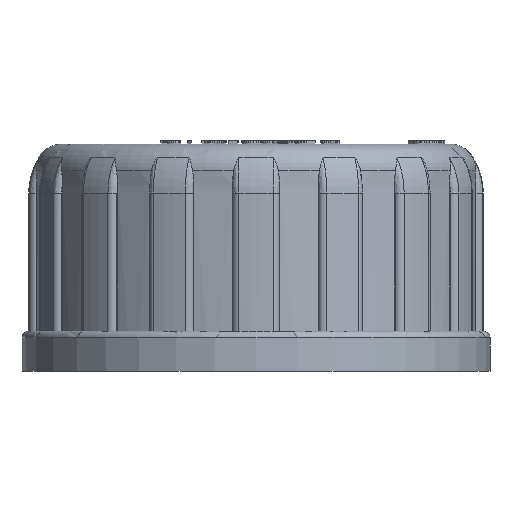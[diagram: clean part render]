
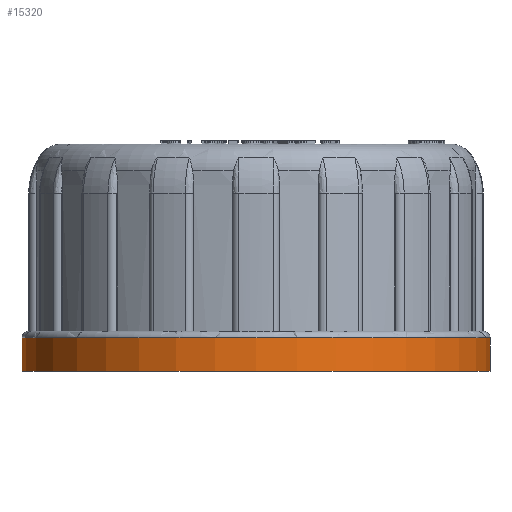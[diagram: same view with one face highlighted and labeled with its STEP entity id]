
A CAD part, front view. The second image highlights one B-rep face of the part: STEP entity #15320.
In plain terms, the highlighted cylindrical face has radius 17.5 mm (diameter 35 mm), a full revolution.
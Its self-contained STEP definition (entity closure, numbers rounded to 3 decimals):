
#832=FACE_OUTER_BOUND('',#1678,.T.);
#1678=EDGE_LOOP('',(#11373,#11374,#11375,#11376,#11377));
#2573=CIRCLE('',#16272,17.5);
#2574=CIRCLE('',#16273,17.5);
#2575=CIRCLE('',#16274,17.5);
#3385=LINE('',#24745,#5330);
#5330=VECTOR('',#17995,17.5);
#7438=VERTEX_POINT('',#24742);
#7439=VERTEX_POINT('',#24744);
#7440=VERTEX_POINT('',#24746);
#9006=EDGE_CURVE('',#7438,#7438,#2573,.T.);
#9007=EDGE_CURVE('',#7438,#7439,#3385,.T.);
#9008=EDGE_CURVE('',#7439,#7440,#2574,.T.);
#9009=EDGE_CURVE('',#7440,#7439,#2575,.T.);
#11373=ORIENTED_EDGE('',*,*,#9006,.F.);
#11374=ORIENTED_EDGE('',*,*,#9007,.T.);
#11375=ORIENTED_EDGE('',*,*,#9008,.T.);
#11376=ORIENTED_EDGE('',*,*,#9009,.T.);
#11377=ORIENTED_EDGE('',*,*,#9007,.F.);
#15214=CYLINDRICAL_SURFACE('',#16271,17.5);
#15320=ADVANCED_FACE('',(#832),#15214,.T.);
#16271=AXIS2_PLACEMENT_3D('',#24741,#17991,#17992);
#16272=AXIS2_PLACEMENT_3D('',#24743,#17993,#17994);
#16273=AXIS2_PLACEMENT_3D('',#24747,#17996,#17997);
#16274=AXIS2_PLACEMENT_3D('',#24748,#17998,#17999);
#17991=DIRECTION('center_axis',(0.,0.,-1.));
#17992=DIRECTION('ref_axis',(1.,0.,0.));
#17993=DIRECTION('center_axis',(0.,0.,-1.));
#17994=DIRECTION('ref_axis',(0.,1.,0.));
#17995=DIRECTION('',(0.,0.,1.));
#17996=DIRECTION('center_axis',(0.,0.,-1.));
#17997=DIRECTION('ref_axis',(0.,1.,0.));
#17998=DIRECTION('center_axis',(0.,0.,-1.));
#17999=DIRECTION('ref_axis',(0.,1.,0.));
#24741=CARTESIAN_POINT('Origin',(0.,0.,11.));
#24742=CARTESIAN_POINT('',(-17.5,0.,0.));
#24743=CARTESIAN_POINT('Origin',(0.,0.,0.));
#24744=CARTESIAN_POINT('',(-17.5,0.,2.5));
#24745=CARTESIAN_POINT('',(-17.5,0.,11.));
#24746=CARTESIAN_POINT('',(0.,-17.5,2.5));
#24747=CARTESIAN_POINT('Origin',(0.,0.,2.5));
#24748=CARTESIAN_POINT('Origin',(0.,0.,2.5));
